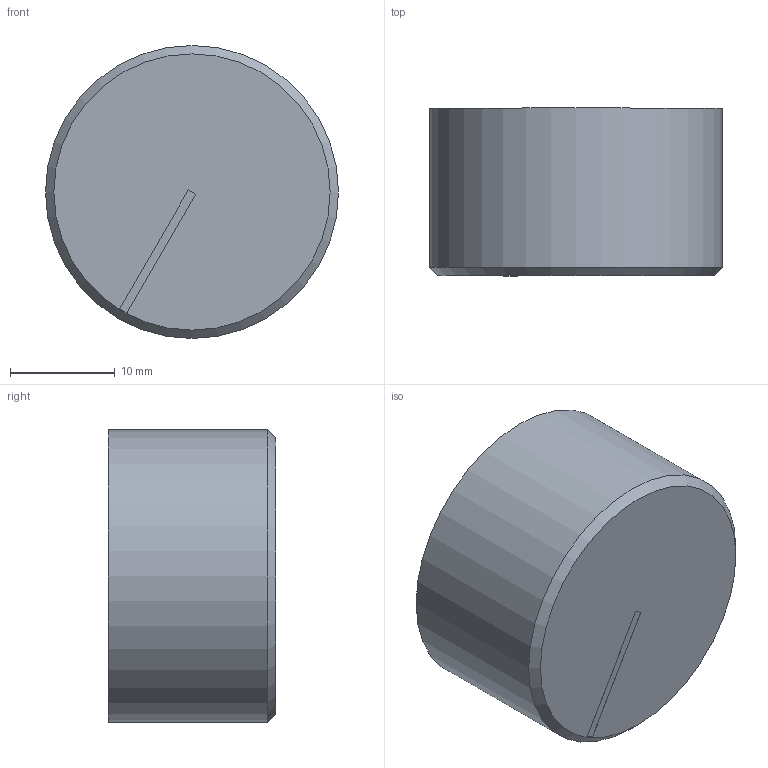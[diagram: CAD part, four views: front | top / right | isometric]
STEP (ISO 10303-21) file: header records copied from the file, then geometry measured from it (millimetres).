
FILE_DESCRIPTION(('FreeCAD Model'),'2;1');
FILE_NAME('Poti_28x16x6.step', '2021-02-21T13:54:35',('Author'),(''), 'Open CASCADE STEP processor 7.3','FreeCAD','Unknown');
FILE_SCHEMA(('AUTOMOTIVE_DESIGN { 1 0 10303 214 1 1 1 1 }'));
Length unit declared in the file: millimetre
Products named in the file (1): Poti_28x16x6
Bounding box: 28 x 16.01 x 28 mm (x, y, z)
Volume: 3259.5 mm3; surface area: 4311.1 mm2
Topology: 2 solids, 2 shells, 16 faces, 26 edges, 17 vertices
Faces by surface type: plane 11, cylinder 4, cone 1
Full cylindrical faces by diameter (mm): 6.1 x1, 12 x1, 26 x1, 28 x1
Entity records: 835 total; most frequent: DIRECTION 120, CARTESIAN_POINT 118, LINE 61, VECTOR 61, ORIENTED_EDGE 52, PCURVE 52, DEFINITIONAL_REPRESENTATION 52, AXIS2_PLACEMENT_3D 26
